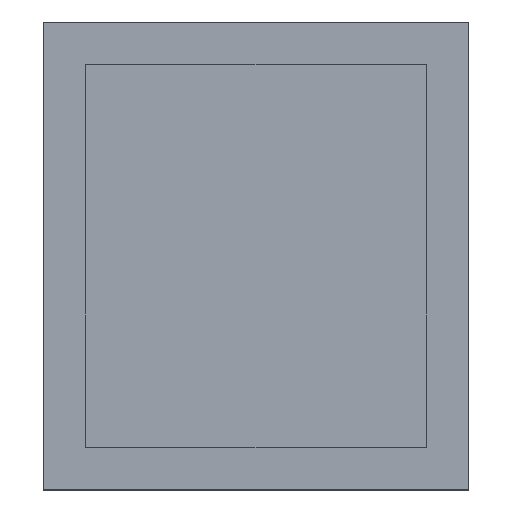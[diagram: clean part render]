
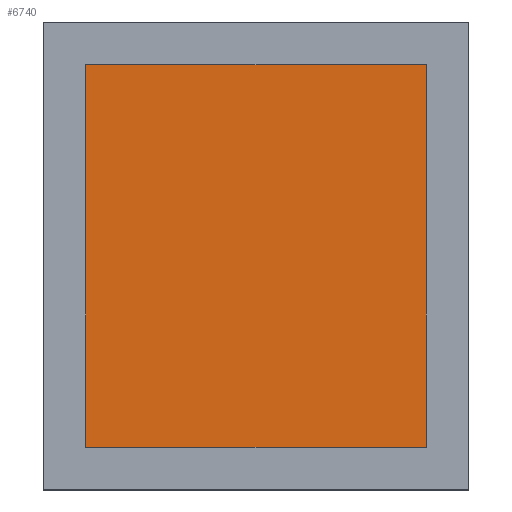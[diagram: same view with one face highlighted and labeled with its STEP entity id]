
A CAD part, top view. The second image highlights one B-rep face of the part: STEP entity #6740.
In plain terms, the highlighted planar face has unit normal (0, 0, 1).
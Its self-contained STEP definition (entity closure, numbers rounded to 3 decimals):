
#5238 = PLANE('',#5239);
#5239 = AXIS2_PLACEMENT_3D('',#5240,#5241,#5242);
#5240 = CARTESIAN_POINT('',(0.,0.,20.));
#5241 = DIRECTION('',(0.,0.,1.));
#5242 = DIRECTION('',(1.,0.,0.));
#6564 = EDGE_CURVE('',#6565,#6567,#6569,.T.);
#6565 = VERTEX_POINT('',#6566);
#6566 = CARTESIAN_POINT('',(-80.,-90.,20.));
#6567 = VERTEX_POINT('',#6568);
#6568 = CARTESIAN_POINT('',(80.,-90.,20.));
#6569 = SURFACE_CURVE('',#6570,(#6574,#6581),.PCURVE_S1.);
#6570 = LINE('',#6571,#6572);
#6571 = CARTESIAN_POINT('',(-80.,-90.,20.));
#6572 = VECTOR('',#6573,1.);
#6573 = DIRECTION('',(1.,0.,0.));
#6574 = PCURVE('',#5238,#6575);
#6575 = DEFINITIONAL_REPRESENTATION('',(#6576),#6580);
#6576 = LINE('',#6577,#6578);
#6577 = CARTESIAN_POINT('',(-80.,-90.));
#6578 = VECTOR('',#6579,1.);
#6579 = DIRECTION('',(1.,0.));
#6580 = ( GEOMETRIC_REPRESENTATION_CONTEXT(2) 
PARAMETRIC_REPRESENTATION_CONTEXT() REPRESENTATION_CONTEXT('2D SPACE',''
  ) );
#6581 = PCURVE('',#6582,#6587);
#6582 = PLANE('',#6583);
#6583 = AXIS2_PLACEMENT_3D('',#6584,#6585,#6586);
#6584 = CARTESIAN_POINT('',(0.,0.,20.));
#6585 = DIRECTION('',(0.,0.,1.));
#6586 = DIRECTION('',(1.,0.,0.));
#6587 = DEFINITIONAL_REPRESENTATION('',(#6588),#6592);
#6588 = LINE('',#6589,#6590);
#6589 = CARTESIAN_POINT('',(-80.,-90.));
#6590 = VECTOR('',#6591,1.);
#6591 = DIRECTION('',(1.,0.));
#6592 = ( GEOMETRIC_REPRESENTATION_CONTEXT(2) 
PARAMETRIC_REPRESENTATION_CONTEXT() REPRESENTATION_CONTEXT('2D SPACE',''
  ) );
#6594 = EDGE_CURVE('',#6567,#6595,#6597,.T.);
#6595 = VERTEX_POINT('',#6596);
#6596 = CARTESIAN_POINT('',(80.,90.,20.));
#6597 = SURFACE_CURVE('',#6598,(#6602,#6609),.PCURVE_S1.);
#6598 = LINE('',#6599,#6600);
#6599 = CARTESIAN_POINT('',(80.,-90.,20.));
#6600 = VECTOR('',#6601,1.);
#6601 = DIRECTION('',(0.,1.,0.));
#6602 = PCURVE('',#5238,#6603);
#6603 = DEFINITIONAL_REPRESENTATION('',(#6604),#6608);
#6604 = LINE('',#6605,#6606);
#6605 = CARTESIAN_POINT('',(80.,-90.));
#6606 = VECTOR('',#6607,1.);
#6607 = DIRECTION('',(0.,1.));
#6608 = ( GEOMETRIC_REPRESENTATION_CONTEXT(2) 
PARAMETRIC_REPRESENTATION_CONTEXT() REPRESENTATION_CONTEXT('2D SPACE',''
  ) );
#6609 = PCURVE('',#6582,#6610);
#6610 = DEFINITIONAL_REPRESENTATION('',(#6611),#6615);
#6611 = LINE('',#6612,#6613);
#6612 = CARTESIAN_POINT('',(80.,-90.));
#6613 = VECTOR('',#6614,1.);
#6614 = DIRECTION('',(0.,1.));
#6615 = ( GEOMETRIC_REPRESENTATION_CONTEXT(2) 
PARAMETRIC_REPRESENTATION_CONTEXT() REPRESENTATION_CONTEXT('2D SPACE',''
  ) );
#6617 = EDGE_CURVE('',#6595,#6618,#6620,.T.);
#6618 = VERTEX_POINT('',#6619);
#6619 = CARTESIAN_POINT('',(-80.,90.,20.));
#6620 = SURFACE_CURVE('',#6621,(#6625,#6632),.PCURVE_S1.);
#6621 = LINE('',#6622,#6623);
#6622 = CARTESIAN_POINT('',(80.,90.,20.));
#6623 = VECTOR('',#6624,1.);
#6624 = DIRECTION('',(-1.,0.,0.));
#6625 = PCURVE('',#5238,#6626);
#6626 = DEFINITIONAL_REPRESENTATION('',(#6627),#6631);
#6627 = LINE('',#6628,#6629);
#6628 = CARTESIAN_POINT('',(80.,90.));
#6629 = VECTOR('',#6630,1.);
#6630 = DIRECTION('',(-1.,0.));
#6631 = ( GEOMETRIC_REPRESENTATION_CONTEXT(2) 
PARAMETRIC_REPRESENTATION_CONTEXT() REPRESENTATION_CONTEXT('2D SPACE',''
  ) );
#6632 = PCURVE('',#6582,#6633);
#6633 = DEFINITIONAL_REPRESENTATION('',(#6634),#6638);
#6634 = LINE('',#6635,#6636);
#6635 = CARTESIAN_POINT('',(80.,90.));
#6636 = VECTOR('',#6637,1.);
#6637 = DIRECTION('',(-1.,0.));
#6638 = ( GEOMETRIC_REPRESENTATION_CONTEXT(2) 
PARAMETRIC_REPRESENTATION_CONTEXT() REPRESENTATION_CONTEXT('2D SPACE',''
  ) );
#6640 = EDGE_CURVE('',#6618,#6565,#6641,.T.);
#6641 = SURFACE_CURVE('',#6642,(#6646,#6653),.PCURVE_S1.);
#6642 = LINE('',#6643,#6644);
#6643 = CARTESIAN_POINT('',(-80.,90.,20.));
#6644 = VECTOR('',#6645,1.);
#6645 = DIRECTION('',(0.,-1.,0.));
#6646 = PCURVE('',#5238,#6647);
#6647 = DEFINITIONAL_REPRESENTATION('',(#6648),#6652);
#6648 = LINE('',#6649,#6650);
#6649 = CARTESIAN_POINT('',(-80.,90.));
#6650 = VECTOR('',#6651,1.);
#6651 = DIRECTION('',(0.,-1.));
#6652 = ( GEOMETRIC_REPRESENTATION_CONTEXT(2) 
PARAMETRIC_REPRESENTATION_CONTEXT() REPRESENTATION_CONTEXT('2D SPACE',''
  ) );
#6653 = PCURVE('',#6582,#6654);
#6654 = DEFINITIONAL_REPRESENTATION('',(#6655),#6659);
#6655 = LINE('',#6656,#6657);
#6656 = CARTESIAN_POINT('',(-80.,90.));
#6657 = VECTOR('',#6658,1.);
#6658 = DIRECTION('',(0.,-1.));
#6659 = ( GEOMETRIC_REPRESENTATION_CONTEXT(2) 
PARAMETRIC_REPRESENTATION_CONTEXT() REPRESENTATION_CONTEXT('2D SPACE',''
  ) );
#6740 = ADVANCED_FACE('',(#6741),#6582,.T.);
#6741 = FACE_BOUND('',#6742,.T.);
#6742 = EDGE_LOOP('',(#6743,#6744,#6745,#6746));
#6743 = ORIENTED_EDGE('',*,*,#6564,.T.);
#6744 = ORIENTED_EDGE('',*,*,#6594,.T.);
#6745 = ORIENTED_EDGE('',*,*,#6617,.T.);
#6746 = ORIENTED_EDGE('',*,*,#6640,.T.);
